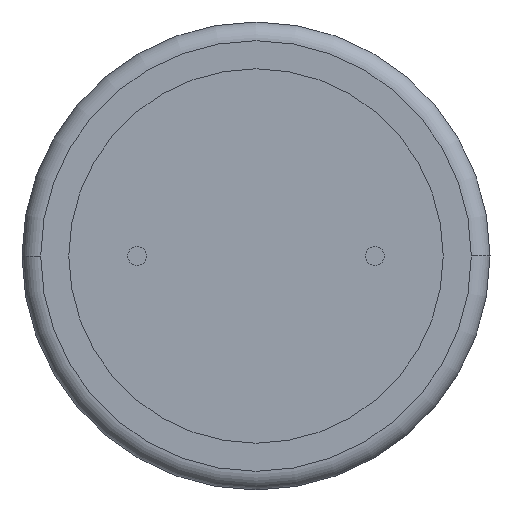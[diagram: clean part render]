
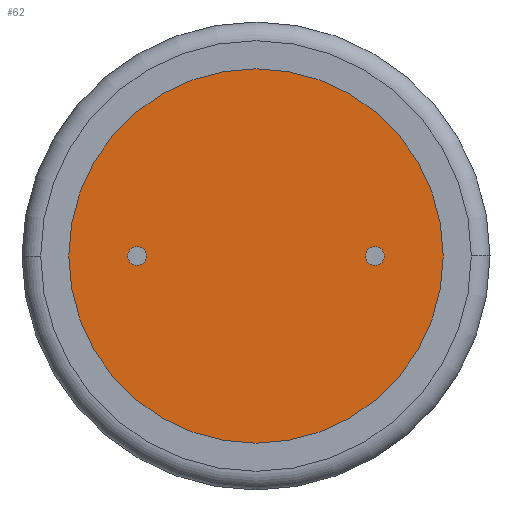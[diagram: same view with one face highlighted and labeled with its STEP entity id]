
A CAD part, front view. The second image highlights one B-rep face of the part: STEP entity #62.
In plain terms, the highlighted planar face has unit normal (0, -1, 0).
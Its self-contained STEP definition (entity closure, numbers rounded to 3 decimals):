
#62 = ADVANCED_FACE ( 'NONE', ( #399, #398, #397 ), #344, .F. ) ;
#63 = EDGE_LOOP ( 'NONE', ( #64, #66 ) ) ;
#64 = ORIENTED_EDGE ( 'NONE', *, *, #65, .F. ) ;
#65 = EDGE_CURVE ( 'NONE', #112, #109, #363, .T. ) ;
#66 = ORIENTED_EDGE ( 'NONE', *, *, #111, .F. ) ;
#93 = EDGE_CURVE ( 'NONE', #144, #94, #443, .T. ) ;
#94 = VERTEX_POINT ( 'NONE', #438 ) ;
#109 = VERTEX_POINT ( 'NONE', #466 ) ;
#111 = EDGE_CURVE ( 'NONE', #109, #112, #410, .T. ) ;
#112 = VERTEX_POINT ( 'NONE', #405 ) ;
#120 = VERTEX_POINT ( 'NONE', #379 ) ;
#122 = EDGE_CURVE ( 'NONE', #120, #123, #378, .T. ) ;
#123 = VERTEX_POINT ( 'NONE', #637 ) ;
#135 = EDGE_LOOP ( 'NONE', ( #303, #178 ) ) ;
#144 = VERTEX_POINT ( 'NONE', #577 ) ;
#175 = EDGE_LOOP ( 'NONE', ( #176, #313 ) ) ;
#176 = ORIENTED_EDGE ( 'NONE', *, *, #177, .F. ) ;
#177 = EDGE_CURVE ( 'NONE', #94, #144, #534, .T. ) ;
#178 = ORIENTED_EDGE ( 'NONE', *, *, #122, .F. ) ;
#249 = EDGE_CURVE ( 'NONE', #123, #120, #805, .T. ) ;
#303 = ORIENTED_EDGE ( 'NONE', *, *, #249, .F. ) ;
#313 = ORIENTED_EDGE ( 'NONE', *, *, #93, .F. ) ;
#339 = DIRECTION ( 'NONE',  ( -1., 0., 0. ) ) ;
#340 = DIRECTION ( 'NONE',  ( 0., 1., 0. ) ) ;
#341 = AXIS2_PLACEMENT_3D ( 'NONE', #343, #340, #339 ) ;
#342 = CARTESIAN_POINT ( 'NONE',  ( 0., 0.1, 0. ) ) ;
#343 = CARTESIAN_POINT ( 'NONE',  ( -6.35, 0.1, 0. ) ) ;
#344 = PLANE ( 'NONE',  #341 ) ;
#360 = DIRECTION ( 'NONE',  ( -1., 0., 0. ) ) ;
#361 = DIRECTION ( 'NONE',  ( 0., -1., 0. ) ) ;
#362 = AXIS2_PLACEMENT_3D ( 'NONE', #342, #361, #360 ) ;
#363 = CIRCLE ( 'NONE', #362, 0.5 ) ;
#378 = CIRCLE ( 'NONE', #662, 10. ) ;
#379 = CARTESIAN_POINT ( 'NONE',  ( 3.65, 0.1, 0. ) ) ;
#397 = FACE_BOUND ( 'NONE', #175, .T. ) ;
#398 = FACE_OUTER_BOUND ( 'NONE', #135, .T. ) ;
#399 = FACE_BOUND ( 'NONE', #63, .T. ) ;
#405 = CARTESIAN_POINT ( 'NONE',  ( -0.5, 0.1, 0. ) ) ;
#406 = DIRECTION ( 'NONE',  ( -1., 0., 0. ) ) ;
#407 = DIRECTION ( 'NONE',  ( 0., -1., 0. ) ) ;
#408 = CARTESIAN_POINT ( 'NONE',  ( 0., 0.1, 0. ) ) ;
#409 = AXIS2_PLACEMENT_3D ( 'NONE', #408, #407, #406 ) ;
#410 = CIRCLE ( 'NONE', #409, 0.5 ) ;
#438 = CARTESIAN_POINT ( 'NONE',  ( -13.2, 0.1, 0. ) ) ;
#439 = DIRECTION ( 'NONE',  ( -1., 0., 0. ) ) ;
#440 = DIRECTION ( 'NONE',  ( 0., -1., 0. ) ) ;
#441 = CARTESIAN_POINT ( 'NONE',  ( -12.7, 0.1, 0. ) ) ;
#442 = AXIS2_PLACEMENT_3D ( 'NONE', #441, #440, #439 ) ;
#443 = CIRCLE ( 'NONE', #442, 0.5 ) ;
#466 = CARTESIAN_POINT ( 'NONE',  ( 0.5, 0.1, 0. ) ) ;
#531 = DIRECTION ( 'NONE',  ( -1., 0., 0. ) ) ;
#532 = DIRECTION ( 'NONE',  ( 0., -1., 0. ) ) ;
#533 = AXIS2_PLACEMENT_3D ( 'NONE', #539, #532, #531 ) ;
#534 = CIRCLE ( 'NONE', #533, 0.5 ) ;
#539 = CARTESIAN_POINT ( 'NONE',  ( -12.7, 0.1, 0. ) ) ;
#577 = CARTESIAN_POINT ( 'NONE',  ( -12.2, 0.1, 0. ) ) ;
#637 = CARTESIAN_POINT ( 'NONE',  ( -16.35, 0.1, 0. ) ) ;
#654 = DIRECTION ( 'NONE',  ( 0., 1., 0. ) ) ;
#661 = CARTESIAN_POINT ( 'NONE',  ( -6.35, 0.1, 0. ) ) ;
#662 = AXIS2_PLACEMENT_3D ( 'NONE', #661, #654, #685 ) ;
#685 = DIRECTION ( 'NONE',  ( -1., 0., 0. ) ) ;
#801 = DIRECTION ( 'NONE',  ( -1., 0., 0. ) ) ;
#802 = DIRECTION ( 'NONE',  ( 0., 1., 0. ) ) ;
#803 = CARTESIAN_POINT ( 'NONE',  ( -6.35, 0.1, 0. ) ) ;
#804 = AXIS2_PLACEMENT_3D ( 'NONE', #803, #802, #801 ) ;
#805 = CIRCLE ( 'NONE', #804, 10. ) ;
